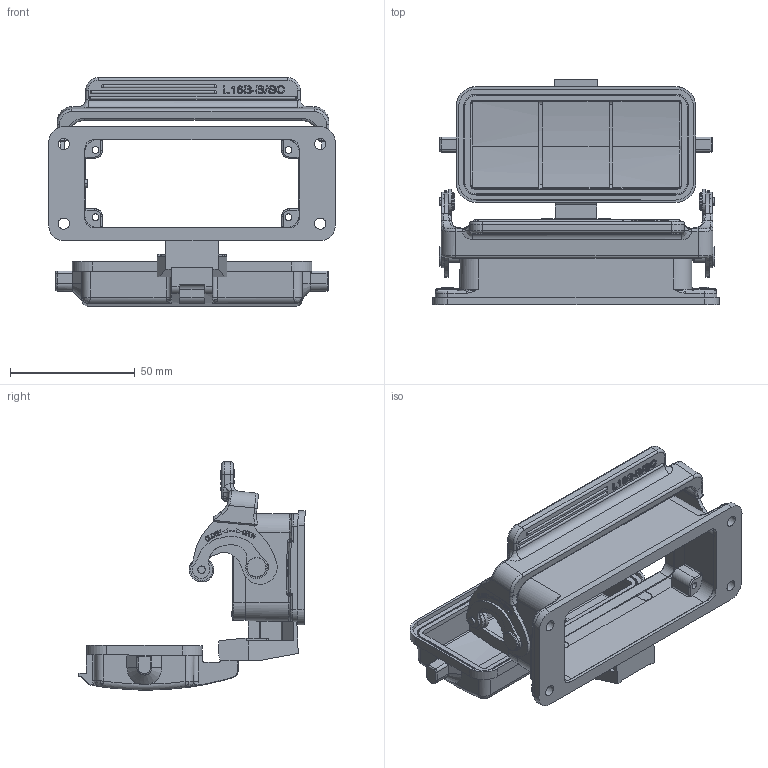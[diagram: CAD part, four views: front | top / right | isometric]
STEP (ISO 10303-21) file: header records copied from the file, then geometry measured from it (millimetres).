
FILE_DESCRIPTION(/* description */ (''),/* implementation_level */ '2;1');
FILE_NAME(/* name */ '3D_1240163611001_HV16B-BK-1L_SC-CV_V1.1.stp',/* time_stamp */ '2024-01-04T15:47:16+08:00',/* author */ (''),/* organization */ (''),/* preprocessor_version */ 'ST-DEVELOPER v18.1',/* originating_system */ 'SIEMENS PLM Software NX 1980',/* authorisation */ '');
FILE_SCHEMA (('AUTOMOTIVE_DESIGN { 1 0 10303 214 3 1 1 1 }'));
Products named in the file (1): 14593830C5E2ptip
Bounding box: 115 x 90.79 x 91.73 mm (x, y, z)
Volume: 15494.6 mm3; surface area: 56421 mm2
Topology: 7 solids, 11 shells, 1397 faces, 3787 edges, 2425 vertices
Faces by surface type: plane 601, cylinder 547, torus 96, bspline 54, extrusion 37, cone 35, sphere 25, revolution 2
Entity records: 57268 total; most frequent: CARTESIAN_POINT 19782, ORIENTED_EDGE 7454, DIRECTION 5964, EDGE_CURVE 3734, VERTEX_POINT 2420, AXIS2_PLACEMENT_3D 2174, VECTOR 1614, LINE 1577
